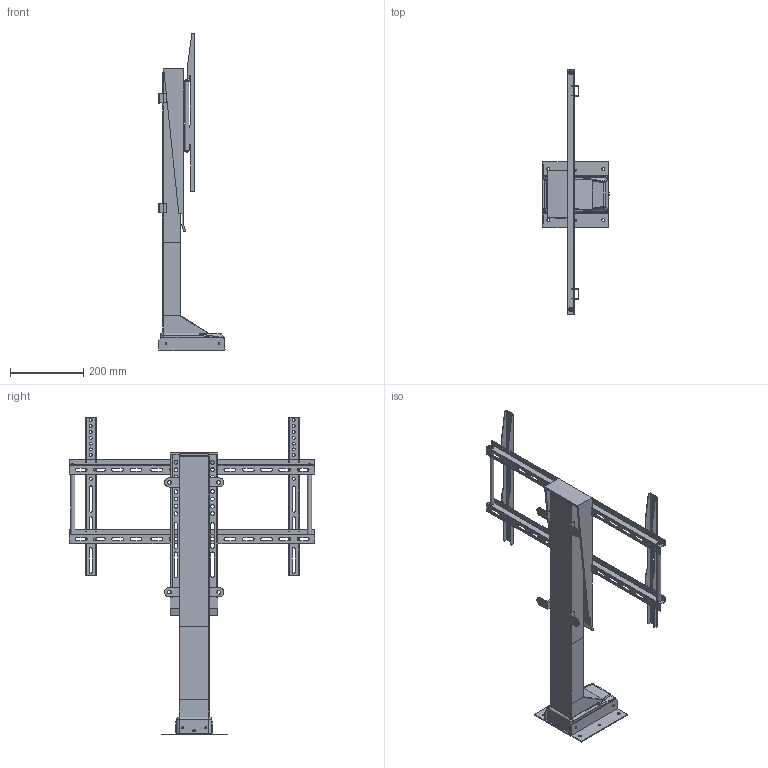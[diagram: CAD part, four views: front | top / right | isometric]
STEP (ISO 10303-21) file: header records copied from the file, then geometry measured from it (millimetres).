
FILE_DESCRIPTION(('FreeCAD Model'),'2;1');
FILE_NAME( 'FA-TVL-180-40 pop up.step', '2016-02-10T08:45:00',('Author'),(''), 'Open CASCADE STEP processor 6.8','FreeCAD','Unknown');
FILE_SCHEMA(('AUTOMOTIVE_DESIGN_CC2 { 1 2 10303 214 -1 1 5 4 }'));
Products named in the file (1): FA-TVL-19-80-40
Bounding box: 181.5 x 671.99 x 869.28 mm (x, y, z)
Volume: 3925702.7 mm3; surface area: 812987.6 mm2
Topology: 2 solids, 8 shells, 1371 faces, 3871 edges, 2515 vertices
Faces by surface type: plane 611, cylinder 557, torus 147, bspline 34, sphere 18, cone 4
Full cylindrical faces by diameter (mm): 5 x6, 8 x26, 10 x20, 12 x3
Entity records: 169219 total; most frequent: CARTESIAN_POINT 97174, DIRECTION 12192, ORIENTED_EDGE 7716, PCURVE 7716, DEFINITIONAL_REPRESENTATION 7716, LINE 6062, VECTOR 6062, EDGE_CURVE 3858
